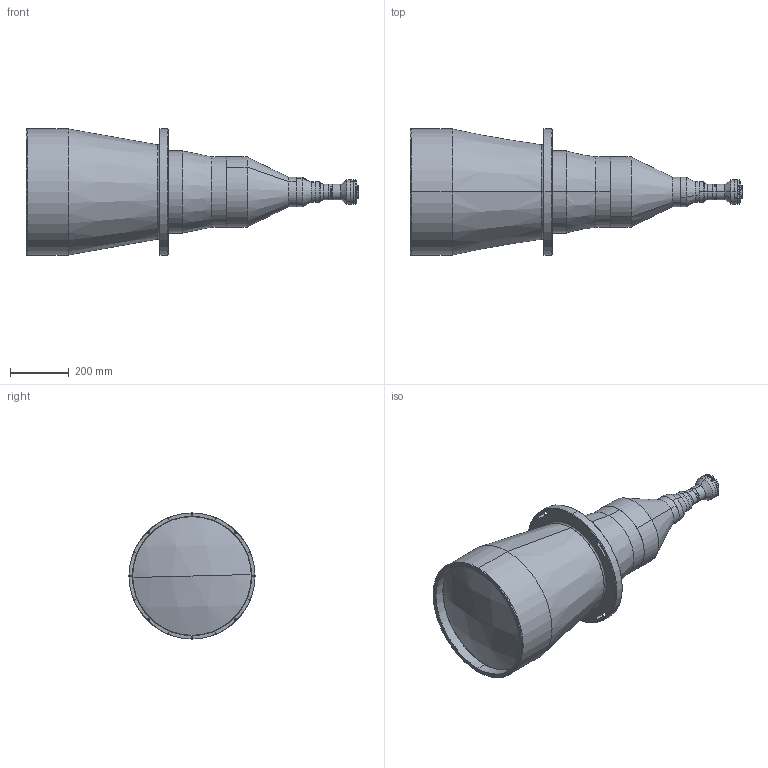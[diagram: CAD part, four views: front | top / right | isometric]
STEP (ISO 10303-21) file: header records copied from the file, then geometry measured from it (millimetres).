
FILE_DESCRIPTION (( 'STEP AP203' ), '1' );
FILE_NAME ('XF-PTL39032-F.STEP', '2019-07-19T02:48:03', ( 'puyufan' ), ( '' ), 'SwSTEP 2.0', 'SolidWorks 2014', '' );
FILE_SCHEMA (( 'CONFIG_CONTROL_DESIGN' ));
Length unit declared in the file: millimetre
Products named in the file (1): XF-PTL39032-F
Bounding box: 1132.78 x 430 x 430 mm (x, y, z)
Surface area: 1391724.8 mm2 (no closed solid volume)
Topology: 0 solids, 52 shells, 281 faces, 1299 edges, 1058 vertices
Faces by surface type: cylinder 141, plane 72, torus 34, cone 29, sphere 4, bspline 1
Entity records: 17182 total; most frequent: CARTESIAN_POINT 6568, DIRECTION 2270, ORIENTED_EDGE 1818, EDGE_CURVE 1299, VERTEX_POINT 1058, AXIS2_PLACEMENT_3D 893, CIRCLE 612, LINE 484
